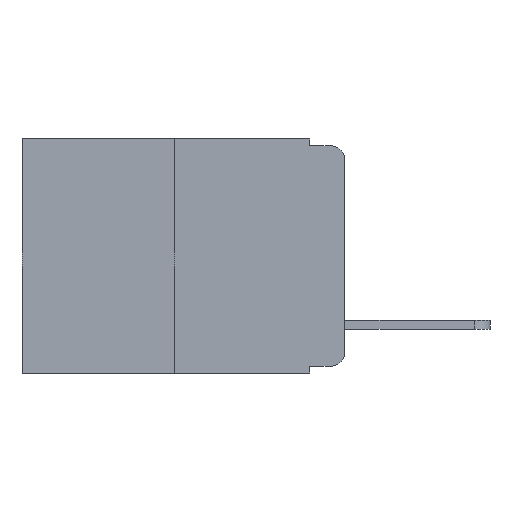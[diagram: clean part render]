
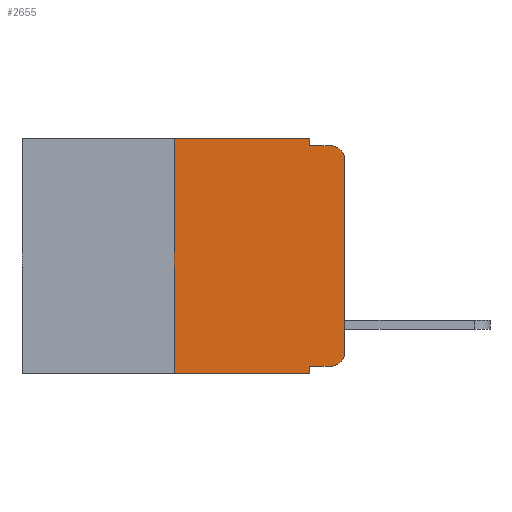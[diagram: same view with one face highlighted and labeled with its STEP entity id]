
A CAD part, left-side view. The second image highlights one B-rep face of the part: STEP entity #2655.
In plain terms, the highlighted planar face has unit normal (-1, 0, 0).
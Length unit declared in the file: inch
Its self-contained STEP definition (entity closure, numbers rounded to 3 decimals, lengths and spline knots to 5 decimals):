
#56 = LINE ( 'NONE', #12760, #19186 ) ;
#351 = VERTEX_POINT ( 'NONE', #5759 ) ;
#428 = ORIENTED_EDGE ( 'NONE', *, *, #2945, .T. ) ;
#538 = EDGE_CURVE ( 'NONE', #8212, #2457, #10789, .T. ) ;
#678 = EDGE_CURVE ( 'NONE', #4729, #7502, #11263, .T. ) ;
#901 = CIRCLE ( 'NONE', #11172, 0.02 ) ;
#1028 = EDGE_CURVE ( 'NONE', #6964, #15090, #19490, .T. ) ;
#2080 = LINE ( 'NONE', #2800, #17219 ) ;
#2457 = VERTEX_POINT ( 'NONE', #12906 ) ;
#2655 = ADVANCED_FACE ( 'NONE', ( #18043 ), #19487, .F. ) ;
#2800 = CARTESIAN_POINT ( 'NONE',  ( 0., 0.051, 0. ) ) ;
#2945 = EDGE_CURVE ( 'NONE', #16254, #15752, #56, .T. ) ;
#3049 = DIRECTION ( 'NONE',  ( -1., 0., 0. ) ) ;
#3127 = CARTESIAN_POINT ( 'NONE',  ( 0., 0.25, -0.343 ) ) ;
#3398 = AXIS2_PLACEMENT_3D ( 'NONE', #18061, #3049, #9025 ) ;
#3475 = CARTESIAN_POINT ( 'NONE',  ( 0., 0., 0. ) ) ;
#3656 = CARTESIAN_POINT ( 'NONE',  ( 0., 0.473, 0. ) ) ;
#3987 = AXIS2_PLACEMENT_3D ( 'NONE', #7528, #12043, #10469 ) ;
#4209 = CARTESIAN_POINT ( 'NONE',  ( 0., 0.02, -0.333 ) ) ;
#4373 = DIRECTION ( 'NONE',  ( 0., -1., 0. ) ) ;
#4729 = VERTEX_POINT ( 'NONE', #14987 ) ;
#4800 = VERTEX_POINT ( 'NONE', #18095 ) ;
#4935 = EDGE_CURVE ( 'NONE', #351, #4800, #18378, .T. ) ;
#5129 = VECTOR ( 'NONE', #10845, 39.37008 ) ;
#5407 = ORIENTED_EDGE ( 'NONE', *, *, #678, .F. ) ;
#5455 = CARTESIAN_POINT ( 'NONE',  ( 0., 0.473, -0.343 ) ) ;
#5759 = CARTESIAN_POINT ( 'NONE',  ( 0., 0., -0.313 ) ) ;
#5769 = DIRECTION ( 'NONE',  ( 0., 0., -1. ) ) ;
#5787 = DIRECTION ( 'NONE',  ( 0., -1., 0. ) ) ;
#5798 = VECTOR ( 'NONE', #10097, 39.37008 ) ;
#6320 = LINE ( 'NONE', #15202, #18369 ) ;
#6761 = ORIENTED_EDGE ( 'NONE', *, *, #538, .T. ) ;
#6964 = VERTEX_POINT ( 'NONE', #10725 ) ;
#7262 = VECTOR ( 'NONE', #17119, 39.37008 ) ;
#7469 = ORIENTED_EDGE ( 'NONE', *, *, #16551, .T. ) ;
#7502 = VERTEX_POINT ( 'NONE', #13845 ) ;
#7528 = CARTESIAN_POINT ( 'NONE',  ( 0., 0.473, 0. ) ) ;
#8212 = VERTEX_POINT ( 'NONE', #3127 ) ;
#8885 = VECTOR ( 'NONE', #4373, 39.37008 ) ;
#9025 = DIRECTION ( 'NONE',  ( 0., 0., -1. ) ) ;
#9640 = EDGE_LOOP ( 'NONE', ( #14526, #18680, #16963, #13834, #5407, #19233, #6761, #16328, #428, #7469 ) ) ;
#10097 = DIRECTION ( 'NONE',  ( 0., -1., 0. ) ) ;
#10469 = DIRECTION ( 'NONE',  ( 0., 0., -1. ) ) ;
#10725 = CARTESIAN_POINT ( 'NONE',  ( 0., 0.051, -0.01 ) ) ;
#10789 = LINE ( 'NONE', #5455, #5798 ) ;
#10845 = DIRECTION ( 'NONE',  ( 0., 0., 1. ) ) ;
#11090 = CIRCLE ( 'NONE', #3398, 0.02 ) ;
#11172 = AXIS2_PLACEMENT_3D ( 'NONE', #14156, #18712, #15881 ) ;
#11263 = LINE ( 'NONE', #3656, #8885 ) ;
#11483 = VECTOR ( 'NONE', #5787, 39.37008 ) ;
#11989 = LINE ( 'NONE', #15589, #7262 ) ;
#12043 = DIRECTION ( 'NONE',  ( 1., 0., 0. ) ) ;
#12760 = CARTESIAN_POINT ( 'NONE',  ( 0., 0.051, -0.333 ) ) ;
#12906 = CARTESIAN_POINT ( 'NONE',  ( 0., 0.051, -0.343 ) ) ;
#13260 = CARTESIAN_POINT ( 'NONE',  ( 0., 0.051, -0.01 ) ) ;
#13436 = CARTESIAN_POINT ( 'NONE',  ( 0., 0.02, -0.01 ) ) ;
#13834 = ORIENTED_EDGE ( 'NONE', *, *, #16402, .F. ) ;
#13845 = CARTESIAN_POINT ( 'NONE',  ( 0., 0.051, 0. ) ) ;
#14156 = CARTESIAN_POINT ( 'NONE',  ( 0., 0.02, -0.03 ) ) ;
#14526 = ORIENTED_EDGE ( 'NONE', *, *, #4935, .T. ) ;
#14987 = CARTESIAN_POINT ( 'NONE',  ( 0., 0.25, 0. ) ) ;
#15090 = VERTEX_POINT ( 'NONE', #13436 ) ;
#15202 = CARTESIAN_POINT ( 'NONE',  ( 0., 0.051, 0. ) ) ;
#15562 = CARTESIAN_POINT ( 'NONE',  ( 0., 0.051, -0.333 ) ) ;
#15589 = CARTESIAN_POINT ( 'NONE',  ( 0., 0.25, 0. ) ) ;
#15752 = VERTEX_POINT ( 'NONE', #4209 ) ;
#15881 = DIRECTION ( 'NONE',  ( 0., 0., -1. ) ) ;
#16254 = VERTEX_POINT ( 'NONE', #15562 ) ;
#16328 = ORIENTED_EDGE ( 'NONE', *, *, #16632, .F. ) ;
#16402 = EDGE_CURVE ( 'NONE', #7502, #6964, #2080, .T. ) ;
#16551 = EDGE_CURVE ( 'NONE', #15752, #351, #11090, .T. ) ;
#16632 = EDGE_CURVE ( 'NONE', #16254, #2457, #6320, .T. ) ;
#16751 = DIRECTION ( 'NONE',  ( 0., 0., -1. ) ) ;
#16890 = EDGE_CURVE ( 'NONE', #4800, #15090, #901, .T. ) ;
#16963 = ORIENTED_EDGE ( 'NONE', *, *, #1028, .F. ) ;
#17119 = DIRECTION ( 'NONE',  ( 0., 0., 1. ) ) ;
#17210 = EDGE_CURVE ( 'NONE', #8212, #4729, #11989, .T. ) ;
#17219 = VECTOR ( 'NONE', #5769, 39.37008 ) ;
#17389 = DIRECTION ( 'NONE',  ( 0., -1., 0. ) ) ;
#18043 = FACE_OUTER_BOUND ( 'NONE', #9640, .T. ) ;
#18061 = CARTESIAN_POINT ( 'NONE',  ( 0., 0.02, -0.313 ) ) ;
#18095 = CARTESIAN_POINT ( 'NONE',  ( 0., 0., -0.03 ) ) ;
#18369 = VECTOR ( 'NONE', #16751, 39.37008 ) ;
#18378 = LINE ( 'NONE', #3475, #5129 ) ;
#18680 = ORIENTED_EDGE ( 'NONE', *, *, #16890, .T. ) ;
#18712 = DIRECTION ( 'NONE',  ( -1., 0., 0. ) ) ;
#19186 = VECTOR ( 'NONE', #17389, 39.37008 ) ;
#19233 = ORIENTED_EDGE ( 'NONE', *, *, #17210, .F. ) ;
#19487 = PLANE ( 'NONE',  #3987 ) ;
#19490 = LINE ( 'NONE', #13260, #11483 ) ;
